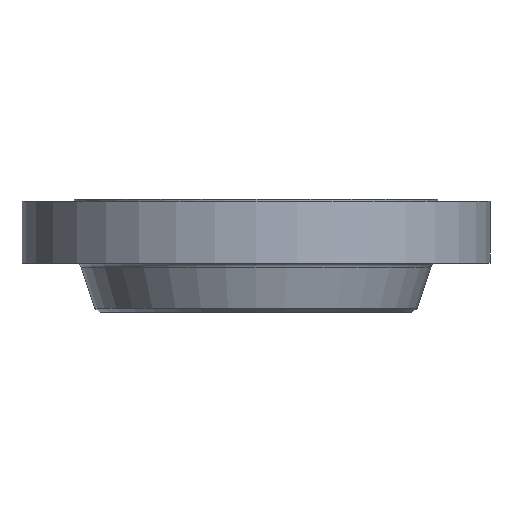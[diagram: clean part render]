
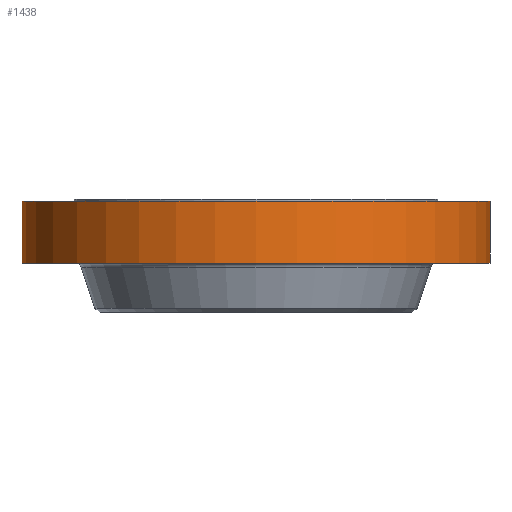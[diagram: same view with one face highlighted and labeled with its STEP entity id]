
A CAD part, front view. The second image highlights one B-rep face of the part: STEP entity #1438.
In plain terms, the highlighted cylindrical face has radius 781.05 mm (diameter 1562.1 mm), a partial arc.
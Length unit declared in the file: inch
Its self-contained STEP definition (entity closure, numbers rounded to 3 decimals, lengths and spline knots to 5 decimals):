
#10 = CIRCLE ( 'NONE', #933, 30.75 ) ;
#125 = CIRCLE ( 'NONE', #453, 30.75 ) ;
#135 = DIRECTION ( 'NONE',  ( 1., 0., 0. ) ) ;
#136 = DIRECTION ( 'NONE',  ( 0., 0., 1. ) ) ;
#160 = EDGE_CURVE ( 'NONE', #489, #309, #1279, .T. ) ;
#165 = CYLINDRICAL_SURFACE ( 'NONE', #583, 30.75 ) ;
#192 = EDGE_CURVE ( 'NONE', #813, #1006, #628, .T. ) ;
#226 = ORIENTED_EDGE ( 'NONE', *, *, #160, .F. ) ;
#309 = VERTEX_POINT ( 'NONE', #1418 ) ;
#312 = VECTOR ( 'NONE', #2055, 39.37008 ) ;
#316 = EDGE_CURVE ( 'NONE', #489, #813, #125, .T. ) ;
#453 = AXIS2_PLACEMENT_3D ( 'NONE', #1220, #877, #135 ) ;
#489 = VERTEX_POINT ( 'NONE', #2079 ) ;
#568 = VECTOR ( 'NONE', #756, 39.37008 ) ;
#583 = AXIS2_PLACEMENT_3D ( 'NONE', #1358, #136, #1369 ) ;
#628 = LINE ( 'NONE', #1354, #312 ) ;
#756 = DIRECTION ( 'NONE',  ( 0., 0., 1. ) ) ;
#813 = VERTEX_POINT ( 'NONE', #2051 ) ;
#877 = DIRECTION ( 'NONE',  ( 0., 0., 1. ) ) ;
#890 = ORIENTED_EDGE ( 'NONE', *, *, #316, .T. ) ;
#933 = AXIS2_PLACEMENT_3D ( 'NONE', #2258, #1048, #1734 ) ;
#995 = FACE_OUTER_BOUND ( 'NONE', #1430, .T. ) ;
#1006 = VERTEX_POINT ( 'NONE', #1673 ) ;
#1048 = DIRECTION ( 'NONE',  ( 0., 0., 1. ) ) ;
#1220 = CARTESIAN_POINT ( 'NONE',  ( 0., 0., -8.375 ) ) ;
#1279 = LINE ( 'NONE', #2161, #568 ) ;
#1354 = CARTESIAN_POINT ( 'NONE',  ( 30.75, 0., 0. ) ) ;
#1358 = CARTESIAN_POINT ( 'NONE',  ( 0., 0., 0. ) ) ;
#1369 = DIRECTION ( 'NONE',  ( 1., 0., 0. ) ) ;
#1418 = CARTESIAN_POINT ( 'NONE',  ( -30.75, 0., -0.25 ) ) ;
#1430 = EDGE_LOOP ( 'NONE', ( #226, #890, #2136, #2093 ) ) ;
#1435 = EDGE_CURVE ( 'NONE', #309, #1006, #10, .T. ) ;
#1438 = ADVANCED_FACE ( 'NONE', ( #995 ), #165, .T. ) ;
#1673 = CARTESIAN_POINT ( 'NONE',  ( 30.75, 0., -0.25 ) ) ;
#1734 = DIRECTION ( 'NONE',  ( 1., 0., 0. ) ) ;
#2051 = CARTESIAN_POINT ( 'NONE',  ( 30.75, 0., -8.375 ) ) ;
#2055 = DIRECTION ( 'NONE',  ( 0., 0., 1. ) ) ;
#2079 = CARTESIAN_POINT ( 'NONE',  ( -30.75, 0., -8.375 ) ) ;
#2093 = ORIENTED_EDGE ( 'NONE', *, *, #1435, .F. ) ;
#2136 = ORIENTED_EDGE ( 'NONE', *, *, #192, .T. ) ;
#2161 = CARTESIAN_POINT ( 'NONE',  ( -30.75, 0., 0. ) ) ;
#2258 = CARTESIAN_POINT ( 'NONE',  ( 0., 0., -0.25 ) ) ;
